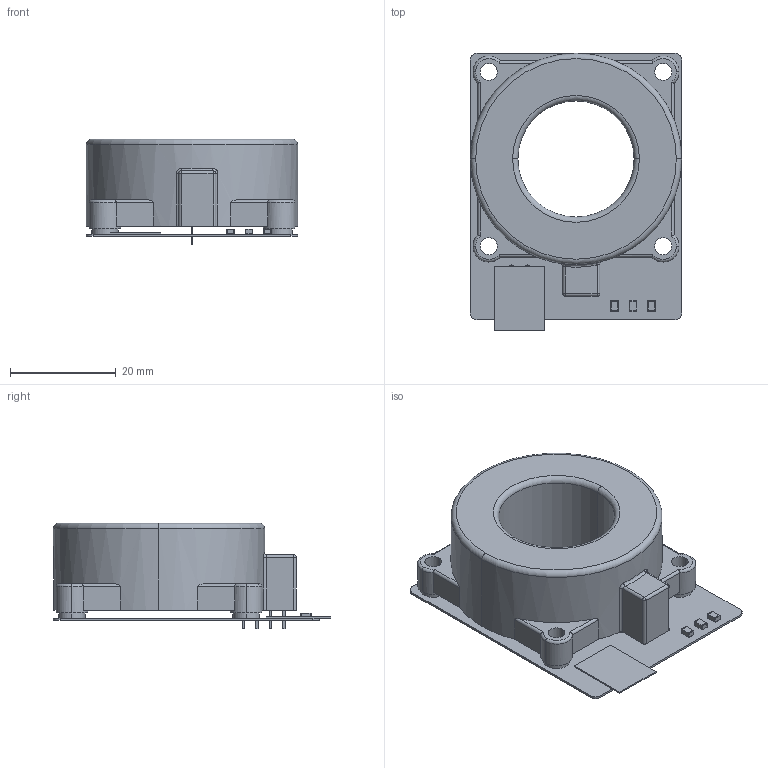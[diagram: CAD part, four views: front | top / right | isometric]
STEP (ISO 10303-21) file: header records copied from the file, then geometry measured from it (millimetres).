
FILE_DESCRIPTION(('Open CASCADE Model'),'2;1');
FILE_NAME('Open CASCADE Shape Model','2020-02-08T15:00:32',('Author'),( 'Open CASCADE'),'Open CASCADE STEP processor 6.8','Open CASCADE 6.8' ,'Unknown');
FILE_SCHEMA(('AUTOMOTIVE_DESIGN { 1 0 10303 214 1 1 1 1 }'));
Length unit declared in the file: millimetre
Products named in the file (1): PCB
Bounding box: 40 x 52.5 x 20 mm (x, y, z)
Volume: 15780.7 mm3; surface area: 9610.5 mm2
Topology: 12 solids, 12 shells, 312 faces, 746 edges, 442 vertices
Faces by surface type: cylinder 137, plane 124, sphere 26, torus 18, bspline 5, revolution 2
Full cylindrical faces by diameter (mm): 0.762 x4, 1.1 x4, 3.6 x1, 4 x4, 23 x1
Entity records: 9991 total; most frequent: CARTESIAN_POINT 2626, DIRECTION 1591, ORIENTED_EDGE 1440, EDGE_CURVE 720, AXIS2_PLACEMENT_3D 601, VERTEX_POINT 442, LINE 387, VECTOR 387
